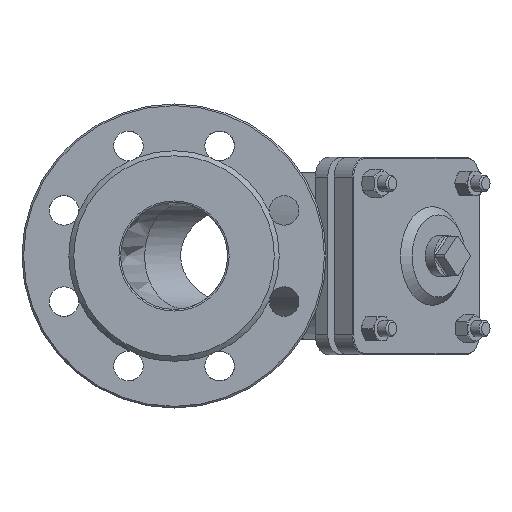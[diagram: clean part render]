
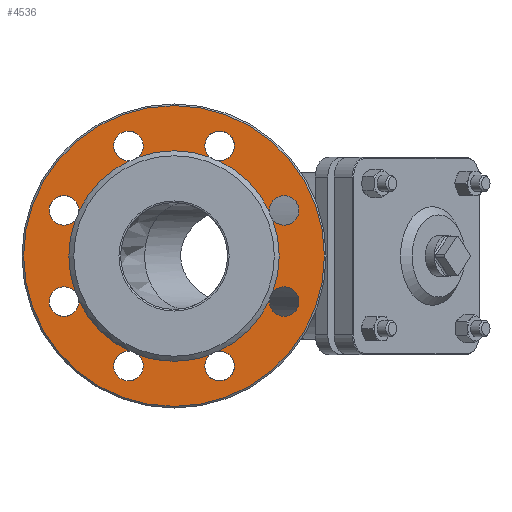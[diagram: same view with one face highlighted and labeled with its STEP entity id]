
A CAD part, left-side view. The second image highlights one B-rep face of the part: STEP entity #4536.
In plain terms, the highlighted planar face has unit normal (-1, 0, 0).
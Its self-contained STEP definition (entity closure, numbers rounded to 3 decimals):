
#152=FACE_BOUND('',#788,.T.);
#225=PLANE('',#5002);
#509=FACE_OUTER_BOUND('',#787,.T.);
#787=EDGE_LOOP('',(#3351));
#788=EDGE_LOOP('',(#3352,#3353,#3354,#3355,#3356,#3357,#3358,#3359,#3360,
#3361,#3362,#3363,#3364,#3365,#3366,#3367,#3368,#3369,#3370,#3371,#3372,
#3373,#3374,#3375,#3376));
#1587=CIRCLE('',#4948,64.);
#1588=CIRCLE('',#4949,64.);
#1589=CIRCLE('',#4950,64.);
#1590=CIRCLE('',#4951,64.);
#1591=CIRCLE('',#4952,64.);
#1592=CIRCLE('',#4953,64.);
#1593=CIRCLE('',#4954,64.);
#1594=CIRCLE('',#4955,64.);
#1595=CIRCLE('',#4956,64.);
#1624=CIRCLE('',#5001,91.5);
#1625=CIRCLE('',#5003,9.);
#1626=CIRCLE('',#5004,9.);
#1627=CIRCLE('',#5005,9.);
#1628=CIRCLE('',#5006,9.);
#1629=CIRCLE('',#5007,9.);
#1630=CIRCLE('',#5008,9.);
#1631=CIRCLE('',#5009,9.);
#1632=CIRCLE('',#5010,9.);
#1633=CIRCLE('',#5011,9.);
#1634=CIRCLE('',#5012,9.);
#1635=CIRCLE('',#5013,9.);
#1636=CIRCLE('',#5014,9.);
#1637=CIRCLE('',#5015,9.);
#1638=CIRCLE('',#5016,9.);
#1639=CIRCLE('',#5017,9.);
#1640=CIRCLE('',#5018,9.);
#1922=VERTEX_POINT('',#8310);
#1923=VERTEX_POINT('',#8311);
#1924=VERTEX_POINT('',#8318);
#1925=VERTEX_POINT('',#8321);
#1926=VERTEX_POINT('',#8323);
#1927=VERTEX_POINT('',#8330);
#1928=VERTEX_POINT('',#8332);
#1929=VERTEX_POINT('',#8339);
#1930=VERTEX_POINT('',#8341);
#1931=VERTEX_POINT('',#8348);
#1932=VERTEX_POINT('',#8350);
#1933=VERTEX_POINT('',#8357);
#1934=VERTEX_POINT('',#8359);
#1935=VERTEX_POINT('',#8366);
#1936=VERTEX_POINT('',#8368);
#1937=VERTEX_POINT('',#8375);
#1938=VERTEX_POINT('',#8377);
#1975=VERTEX_POINT('',#8524);
#1976=VERTEX_POINT('',#8528);
#1977=VERTEX_POINT('',#8531);
#1978=VERTEX_POINT('',#8534);
#1979=VERTEX_POINT('',#8537);
#1980=VERTEX_POINT('',#8540);
#1981=VERTEX_POINT('',#8543);
#1982=VERTEX_POINT('',#8546);
#1983=VERTEX_POINT('',#8549);
#2421=EDGE_CURVE('',#1922,#1924,#1587,.T.);
#2423=EDGE_CURVE('',#1924,#1925,#1588,.T.);
#2425=EDGE_CURVE('',#1926,#1927,#1589,.T.);
#2427=EDGE_CURVE('',#1928,#1929,#1590,.T.);
#2429=EDGE_CURVE('',#1930,#1931,#1591,.T.);
#2431=EDGE_CURVE('',#1932,#1933,#1592,.T.);
#2433=EDGE_CURVE('',#1934,#1935,#1593,.T.);
#2435=EDGE_CURVE('',#1936,#1937,#1594,.T.);
#2437=EDGE_CURVE('',#1938,#1923,#1595,.T.);
#2485=EDGE_CURVE('',#1975,#1975,#1624,.T.);
#2487=EDGE_CURVE('',#1934,#1976,#1625,.T.);
#2488=EDGE_CURVE('',#1976,#1933,#1626,.T.);
#2489=EDGE_CURVE('',#1932,#1977,#1627,.T.);
#2490=EDGE_CURVE('',#1977,#1931,#1628,.T.);
#2491=EDGE_CURVE('',#1930,#1978,#1629,.T.);
#2492=EDGE_CURVE('',#1978,#1929,#1630,.T.);
#2493=EDGE_CURVE('',#1928,#1979,#1631,.T.);
#2494=EDGE_CURVE('',#1979,#1927,#1632,.T.);
#2495=EDGE_CURVE('',#1926,#1980,#1633,.T.);
#2496=EDGE_CURVE('',#1980,#1925,#1634,.T.);
#2497=EDGE_CURVE('',#1922,#1981,#1635,.T.);
#2498=EDGE_CURVE('',#1981,#1923,#1636,.T.);
#2499=EDGE_CURVE('',#1938,#1982,#1637,.T.);
#2500=EDGE_CURVE('',#1982,#1937,#1638,.T.);
#2501=EDGE_CURVE('',#1936,#1983,#1639,.T.);
#2502=EDGE_CURVE('',#1983,#1935,#1640,.T.);
#3351=ORIENTED_EDGE('',*,*,#2485,.F.);
#3352=ORIENTED_EDGE('',*,*,#2433,.F.);
#3353=ORIENTED_EDGE('',*,*,#2487,.T.);
#3354=ORIENTED_EDGE('',*,*,#2488,.T.);
#3355=ORIENTED_EDGE('',*,*,#2431,.F.);
#3356=ORIENTED_EDGE('',*,*,#2489,.T.);
#3357=ORIENTED_EDGE('',*,*,#2490,.T.);
#3358=ORIENTED_EDGE('',*,*,#2429,.F.);
#3359=ORIENTED_EDGE('',*,*,#2491,.T.);
#3360=ORIENTED_EDGE('',*,*,#2492,.T.);
#3361=ORIENTED_EDGE('',*,*,#2427,.F.);
#3362=ORIENTED_EDGE('',*,*,#2493,.T.);
#3363=ORIENTED_EDGE('',*,*,#2494,.T.);
#3364=ORIENTED_EDGE('',*,*,#2425,.F.);
#3365=ORIENTED_EDGE('',*,*,#2495,.T.);
#3366=ORIENTED_EDGE('',*,*,#2496,.T.);
#3367=ORIENTED_EDGE('',*,*,#2423,.F.);
#3368=ORIENTED_EDGE('',*,*,#2421,.F.);
#3369=ORIENTED_EDGE('',*,*,#2497,.T.);
#3370=ORIENTED_EDGE('',*,*,#2498,.T.);
#3371=ORIENTED_EDGE('',*,*,#2437,.F.);
#3372=ORIENTED_EDGE('',*,*,#2499,.T.);
#3373=ORIENTED_EDGE('',*,*,#2500,.T.);
#3374=ORIENTED_EDGE('',*,*,#2435,.F.);
#3375=ORIENTED_EDGE('',*,*,#2501,.T.);
#3376=ORIENTED_EDGE('',*,*,#2502,.T.);
#4536=ADVANCED_FACE('',(#509,#152),#225,.F.);
#4948=AXIS2_PLACEMENT_3D('',#8319,#5738,#5739);
#4949=AXIS2_PLACEMENT_3D('',#8322,#5741,#5742);
#4950=AXIS2_PLACEMENT_3D('',#8331,#5743,#5744);
#4951=AXIS2_PLACEMENT_3D('',#8340,#5745,#5746);
#4952=AXIS2_PLACEMENT_3D('',#8349,#5747,#5748);
#4953=AXIS2_PLACEMENT_3D('',#8358,#5749,#5750);
#4954=AXIS2_PLACEMENT_3D('',#8367,#5751,#5752);
#4955=AXIS2_PLACEMENT_3D('',#8376,#5753,#5754);
#4956=AXIS2_PLACEMENT_3D('',#8384,#5755,#5756);
#5001=AXIS2_PLACEMENT_3D('',#8525,#5856,#5857);
#5002=AXIS2_PLACEMENT_3D('',#8527,#5859,#5860);
#5003=AXIS2_PLACEMENT_3D('',#8529,#5861,#5862);
#5004=AXIS2_PLACEMENT_3D('',#8530,#5863,#5864);
#5005=AXIS2_PLACEMENT_3D('',#8532,#5865,#5866);
#5006=AXIS2_PLACEMENT_3D('',#8533,#5867,#5868);
#5007=AXIS2_PLACEMENT_3D('',#8535,#5869,#5870);
#5008=AXIS2_PLACEMENT_3D('',#8536,#5871,#5872);
#5009=AXIS2_PLACEMENT_3D('',#8538,#5873,#5874);
#5010=AXIS2_PLACEMENT_3D('',#8539,#5875,#5876);
#5011=AXIS2_PLACEMENT_3D('',#8541,#5877,#5878);
#5012=AXIS2_PLACEMENT_3D('',#8542,#5879,#5880);
#5013=AXIS2_PLACEMENT_3D('',#8544,#5881,#5882);
#5014=AXIS2_PLACEMENT_3D('',#8545,#5883,#5884);
#5015=AXIS2_PLACEMENT_3D('',#8547,#5885,#5886);
#5016=AXIS2_PLACEMENT_3D('',#8548,#5887,#5888);
#5017=AXIS2_PLACEMENT_3D('',#8550,#5889,#5890);
#5018=AXIS2_PLACEMENT_3D('',#8551,#5891,#5892);
#5738=DIRECTION('center_axis',(-1.,0.,0.));
#5739=DIRECTION('ref_axis',(0.,0.,1.));
#5741=DIRECTION('center_axis',(-1.,0.,0.));
#5742=DIRECTION('ref_axis',(0.,0.,1.));
#5743=DIRECTION('center_axis',(-1.,0.,0.));
#5744=DIRECTION('ref_axis',(0.,0.,1.));
#5745=DIRECTION('center_axis',(-1.,0.,0.));
#5746=DIRECTION('ref_axis',(0.,0.,1.));
#5747=DIRECTION('center_axis',(-1.,0.,0.));
#5748=DIRECTION('ref_axis',(0.,0.,1.));
#5749=DIRECTION('center_axis',(-1.,0.,0.));
#5750=DIRECTION('ref_axis',(0.,0.,1.));
#5751=DIRECTION('center_axis',(-1.,0.,0.));
#5752=DIRECTION('ref_axis',(0.,0.,1.));
#5753=DIRECTION('center_axis',(-1.,0.,0.));
#5754=DIRECTION('ref_axis',(0.,0.,1.));
#5755=DIRECTION('center_axis',(-1.,0.,0.));
#5756=DIRECTION('ref_axis',(0.,0.,1.));
#5856=DIRECTION('center_axis',(1.,0.,0.));
#5857=DIRECTION('ref_axis',(0.,1.,0.));
#5859=DIRECTION('center_axis',(1.,0.,0.));
#5860=DIRECTION('ref_axis',(0.,0.,-1.));
#5861=DIRECTION('center_axis',(1.,0.,0.));
#5862=DIRECTION('ref_axis',(0.,-1.,0.));
#5863=DIRECTION('center_axis',(1.,0.,0.));
#5864=DIRECTION('ref_axis',(0.,-1.,0.));
#5865=DIRECTION('center_axis',(1.,0.,0.));
#5866=DIRECTION('ref_axis',(0.,-1.,0.));
#5867=DIRECTION('center_axis',(1.,0.,0.));
#5868=DIRECTION('ref_axis',(0.,-1.,0.));
#5869=DIRECTION('center_axis',(1.,0.,0.));
#5870=DIRECTION('ref_axis',(0.,-1.,0.));
#5871=DIRECTION('center_axis',(1.,0.,0.));
#5872=DIRECTION('ref_axis',(0.,-1.,0.));
#5873=DIRECTION('center_axis',(1.,0.,0.));
#5874=DIRECTION('ref_axis',(0.,-1.,0.));
#5875=DIRECTION('center_axis',(1.,0.,0.));
#5876=DIRECTION('ref_axis',(0.,-1.,0.));
#5877=DIRECTION('center_axis',(1.,0.,0.));
#5878=DIRECTION('ref_axis',(0.,-1.,0.));
#5879=DIRECTION('center_axis',(1.,0.,0.));
#5880=DIRECTION('ref_axis',(0.,-1.,0.));
#5881=DIRECTION('center_axis',(1.,0.,0.));
#5882=DIRECTION('ref_axis',(0.,-1.,0.));
#5883=DIRECTION('center_axis',(1.,0.,0.));
#5884=DIRECTION('ref_axis',(0.,-1.,0.));
#5885=DIRECTION('center_axis',(1.,0.,0.));
#5886=DIRECTION('ref_axis',(0.,-1.,0.));
#5887=DIRECTION('center_axis',(1.,0.,0.));
#5888=DIRECTION('ref_axis',(0.,-1.,0.));
#5889=DIRECTION('center_axis',(1.,0.,0.));
#5890=DIRECTION('ref_axis',(0.,-1.,0.));
#5891=DIRECTION('center_axis',(1.,0.,0.));
#5892=DIRECTION('ref_axis',(0.,-1.,0.));
#8310=CARTESIAN_POINT('',(-265.,21.902,-60.136));
#8311=CARTESIAN_POINT('',(-265.,27.036,-58.009));
#8318=CARTESIAN_POINT('',(-265.,0.,-64.));
#8319=CARTESIAN_POINT('Origin',(-265.,0.,0.));
#8321=CARTESIAN_POINT('',(-265.,-21.902,-60.136));
#8322=CARTESIAN_POINT('Origin',(-265.,0.,0.));
#8323=CARTESIAN_POINT('',(-265.,-27.036,-58.009));
#8330=CARTESIAN_POINT('',(-265.,-58.009,-27.036));
#8331=CARTESIAN_POINT('Origin',(-265.,0.,0.));
#8332=CARTESIAN_POINT('',(-265.,-60.136,-21.902));
#8339=CARTESIAN_POINT('',(-265.,-60.136,21.902));
#8340=CARTESIAN_POINT('Origin',(-265.,0.,0.));
#8341=CARTESIAN_POINT('',(-265.,-58.009,27.036));
#8348=CARTESIAN_POINT('',(-265.,-27.036,58.009));
#8349=CARTESIAN_POINT('Origin',(-265.,0.,0.));
#8350=CARTESIAN_POINT('',(-265.,-21.902,60.136));
#8357=CARTESIAN_POINT('',(-265.,21.902,60.136));
#8358=CARTESIAN_POINT('Origin',(-265.,0.,0.));
#8359=CARTESIAN_POINT('',(-265.,27.036,58.009));
#8366=CARTESIAN_POINT('',(-265.,58.009,27.036));
#8367=CARTESIAN_POINT('Origin',(-265.,0.,0.));
#8368=CARTESIAN_POINT('',(-265.,60.136,21.902));
#8375=CARTESIAN_POINT('',(-265.,60.136,-21.902));
#8376=CARTESIAN_POINT('Origin',(-265.,0.,0.));
#8377=CARTESIAN_POINT('',(-265.,58.009,-27.036));
#8384=CARTESIAN_POINT('Origin',(-265.,0.,0.));
#8524=CARTESIAN_POINT('',(-265.,-91.5,0.));
#8525=CARTESIAN_POINT('Origin',(-265.,0.,0.));
#8527=CARTESIAN_POINT('Origin',(-265.,0.,0.));
#8528=CARTESIAN_POINT('',(-265.,36.745,66.981));
#8529=CARTESIAN_POINT('Origin',(-265.,27.745,66.981));
#8530=CARTESIAN_POINT('Origin',(-265.,27.745,66.981));
#8531=CARTESIAN_POINT('',(-265.,-18.745,66.981));
#8532=CARTESIAN_POINT('Origin',(-265.,-27.745,66.981));
#8533=CARTESIAN_POINT('Origin',(-265.,-27.745,66.981));
#8534=CARTESIAN_POINT('',(-265.,-57.981,27.745));
#8535=CARTESIAN_POINT('Origin',(-265.,-66.981,27.745));
#8536=CARTESIAN_POINT('Origin',(-265.,-66.981,27.745));
#8537=CARTESIAN_POINT('',(-265.,-57.981,-27.745));
#8538=CARTESIAN_POINT('Origin',(-265.,-66.981,-27.745));
#8539=CARTESIAN_POINT('Origin',(-265.,-66.981,-27.745));
#8540=CARTESIAN_POINT('',(-265.,-18.745,-66.981));
#8541=CARTESIAN_POINT('Origin',(-265.,-27.745,-66.981));
#8542=CARTESIAN_POINT('Origin',(-265.,-27.745,-66.981));
#8543=CARTESIAN_POINT('',(-265.,36.745,-66.981));
#8544=CARTESIAN_POINT('Origin',(-265.,27.745,-66.981));
#8545=CARTESIAN_POINT('Origin',(-265.,27.745,-66.981));
#8546=CARTESIAN_POINT('',(-265.,75.981,-27.745));
#8547=CARTESIAN_POINT('Origin',(-265.,66.981,-27.745));
#8548=CARTESIAN_POINT('Origin',(-265.,66.981,-27.745));
#8549=CARTESIAN_POINT('',(-265.,75.981,27.745));
#8550=CARTESIAN_POINT('Origin',(-265.,66.981,27.745));
#8551=CARTESIAN_POINT('Origin',(-265.,66.981,27.745));
